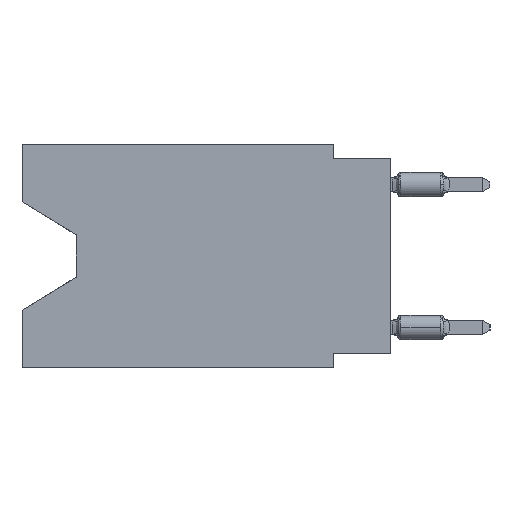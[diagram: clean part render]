
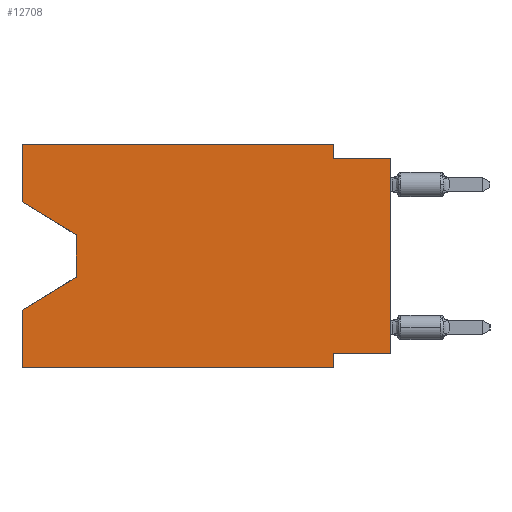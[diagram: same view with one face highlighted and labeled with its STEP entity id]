
A CAD part, left-side view. The second image highlights one B-rep face of the part: STEP entity #12708.
In plain terms, the highlighted planar face has unit normal (-1, 0, 0).
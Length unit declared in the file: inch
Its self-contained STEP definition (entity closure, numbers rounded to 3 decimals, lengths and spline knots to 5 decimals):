
#48 = VECTOR ( 'NONE', #10039, 39.37008 ) ;
#161 = CARTESIAN_POINT ( 'NONE',  ( 0., 0., -0.365 ) ) ;
#443 = LINE ( 'NONE', #6830, #1808 ) ;
#979 = DIRECTION ( 'NONE',  ( 0., 0., -1. ) ) ;
#1299 = VERTEX_POINT ( 'NONE', #21624 ) ;
#1562 = CARTESIAN_POINT ( 'NONE',  ( 0., 0.1, -0.365 ) ) ;
#1808 = VECTOR ( 'NONE', #15668, 39.37008 ) ;
#1815 = CARTESIAN_POINT ( 'NONE',  ( 0., 0.645, 0. ) ) ;
#1838 = EDGE_CURVE ( 'NONE', #27114, #17012, #15759, .T. ) ;
#1854 = DIRECTION ( 'NONE',  ( 0., 0., -1. ) ) ;
#2602 = DIRECTION ( 'NONE',  ( 0., -0.855, -0.519 ) ) ;
#3434 = VECTOR ( 'NONE', #2602, 39.37008 ) ;
#3582 = CARTESIAN_POINT ( 'NONE',  ( 0., 0.1, 0. ) ) ;
#3697 = VECTOR ( 'NONE', #21900, 39.37008 ) ;
#4174 = VECTOR ( 'NONE', #14968, 39.37008 ) ;
#4534 = CARTESIAN_POINT ( 'NONE',  ( 0., 0.645, -0.39 ) ) ;
#4609 = VECTOR ( 'NONE', #17021, 39.37008 ) ;
#5133 = CARTESIAN_POINT ( 'NONE',  ( 0., 0.1, 0. ) ) ;
#5192 = VERTEX_POINT ( 'NONE', #21592 ) ;
#5251 = VERTEX_POINT ( 'NONE', #14654 ) ;
#6029 = VECTOR ( 'NONE', #14077, 39.37008 ) ;
#6435 = LINE ( 'NONE', #26107, #26977 ) ;
#6591 = DIRECTION ( 'NONE',  ( 0., 0., -1. ) ) ;
#6830 = CARTESIAN_POINT ( 'NONE',  ( 0., 0.1, -0.39 ) ) ;
#7242 = CARTESIAN_POINT ( 'NONE',  ( 0., 0.645, -0.10025 ) ) ;
#7289 = EDGE_LOOP ( 'NONE', ( #14889, #20122, #9675, #10882, #14790, #19920, #14072, #20127, #21168, #16061, #22031, #23466 ) ) ;
#7500 = CARTESIAN_POINT ( 'NONE',  ( 0., 0.645, 0. ) ) ;
#7776 = VERTEX_POINT ( 'NONE', #14554 ) ;
#9134 = CARTESIAN_POINT ( 'NONE',  ( 0., 0.645, -0.28975 ) ) ;
#9186 = EDGE_CURVE ( 'NONE', #14940, #17012, #6435, .T. ) ;
#9202 = AXIS2_PLACEMENT_3D ( 'NONE', #7500, #27736, #979 ) ;
#9580 = CARTESIAN_POINT ( 'NONE',  ( 0., 0.645, -0.39 ) ) ;
#9675 = ORIENTED_EDGE ( 'NONE', *, *, #1838, .T. ) ;
#9695 = EDGE_CURVE ( 'NONE', #16787, #1299, #16074, .T. ) ;
#9875 = DIRECTION ( 'NONE',  ( 0., -1., 0. ) ) ;
#10039 = DIRECTION ( 'NONE',  ( 0., -1., 0. ) ) ;
#10360 = LINE ( 'NONE', #1815, #4609 ) ;
#10475 = LINE ( 'NONE', #19012, #4174 ) ;
#10882 = ORIENTED_EDGE ( 'NONE', *, *, #9186, .F. ) ;
#11127 = CARTESIAN_POINT ( 'NONE',  ( 0., 0.55, -0.232 ) ) ;
#12258 = EDGE_CURVE ( 'NONE', #20037, #7776, #443, .T. ) ;
#12654 = VERTEX_POINT ( 'NONE', #3582 ) ;
#12676 = CARTESIAN_POINT ( 'NONE',  ( 0., 0.55, -0.232 ) ) ;
#12708 = ADVANCED_FACE ( 'NONE', ( #27877 ), #18931, .F. ) ;
#13025 = EDGE_CURVE ( 'NONE', #16787, #5192, #10360, .T. ) ;
#13379 = EDGE_CURVE ( 'NONE', #26446, #5251, #10475, .T. ) ;
#13583 = EDGE_CURVE ( 'NONE', #17850, #5251, #18116, .T. ) ;
#13610 = EDGE_CURVE ( 'NONE', #26446, #20037, #24361, .T. ) ;
#14072 = ORIENTED_EDGE ( 'NONE', *, *, #13610, .F. ) ;
#14077 = DIRECTION ( 'NONE',  ( 0., 1., 0. ) ) ;
#14423 = EDGE_CURVE ( 'NONE', #12654, #17850, #24961, .T. ) ;
#14523 = EDGE_CURVE ( 'NONE', #5192, #12654, #27533, .T. ) ;
#14554 = CARTESIAN_POINT ( 'NONE',  ( 0., 0.1, -0.39 ) ) ;
#14627 = CARTESIAN_POINT ( 'NONE',  ( 0., 0.645, -0.10025 ) ) ;
#14654 = CARTESIAN_POINT ( 'NONE',  ( 0., 0., -0.025 ) ) ;
#14790 = ORIENTED_EDGE ( 'NONE', *, *, #23571, .T. ) ;
#14889 = ORIENTED_EDGE ( 'NONE', *, *, #9695, .T. ) ;
#14940 = VERTEX_POINT ( 'NONE', #9580 ) ;
#14968 = DIRECTION ( 'NONE',  ( 0., 0., 1. ) ) ;
#15268 = DIRECTION ( 'NONE',  ( 0., 0., 1. ) ) ;
#15474 = VECTOR ( 'NONE', #6591, 39.37008 ) ;
#15574 = CARTESIAN_POINT ( 'NONE',  ( 0., 0.55, -0.158 ) ) ;
#15668 = DIRECTION ( 'NONE',  ( 0., 0., -1. ) ) ;
#15759 = LINE ( 'NONE', #11127, #19237 ) ;
#16061 = ORIENTED_EDGE ( 'NONE', *, *, #14423, .F. ) ;
#16074 = LINE ( 'NONE', #7242, #3434 ) ;
#16787 = VERTEX_POINT ( 'NONE', #14627 ) ;
#17012 = VERTEX_POINT ( 'NONE', #9134 ) ;
#17021 = DIRECTION ( 'NONE',  ( 0., 0., 1. ) ) ;
#17796 = EDGE_CURVE ( 'NONE', #1299, #27114, #28560, .T. ) ;
#17850 = VERTEX_POINT ( 'NONE', #23201 ) ;
#18116 = LINE ( 'NONE', #24219, #3697 ) ;
#18584 = CARTESIAN_POINT ( 'NONE',  ( 0., 0.645, 0. ) ) ;
#18931 = PLANE ( 'NONE',  #9202 ) ;
#19012 = CARTESIAN_POINT ( 'NONE',  ( 0., 0., 0. ) ) ;
#19237 = VECTOR ( 'NONE', #20376, 39.37008 ) ;
#19920 = ORIENTED_EDGE ( 'NONE', *, *, #12258, .F. ) ;
#20037 = VERTEX_POINT ( 'NONE', #1562 ) ;
#20122 = ORIENTED_EDGE ( 'NONE', *, *, #17796, .T. ) ;
#20127 = ORIENTED_EDGE ( 'NONE', *, *, #13379, .T. ) ;
#20376 = DIRECTION ( 'NONE',  ( 0., 0.855, -0.519 ) ) ;
#20937 = VECTOR ( 'NONE', #9875, 39.37008 ) ;
#21168 = ORIENTED_EDGE ( 'NONE', *, *, #13583, .F. ) ;
#21592 = CARTESIAN_POINT ( 'NONE',  ( 0., 0.645, 0. ) ) ;
#21624 = CARTESIAN_POINT ( 'NONE',  ( 0., 0.55, -0.158 ) ) ;
#21900 = DIRECTION ( 'NONE',  ( 0., -1., 0. ) ) ;
#22031 = ORIENTED_EDGE ( 'NONE', *, *, #14523, .F. ) ;
#23201 = CARTESIAN_POINT ( 'NONE',  ( 0., 0.1, -0.025 ) ) ;
#23466 = ORIENTED_EDGE ( 'NONE', *, *, #13025, .F. ) ;
#23571 = EDGE_CURVE ( 'NONE', #14940, #7776, #24376, .T. ) ;
#24219 = CARTESIAN_POINT ( 'NONE',  ( 0., 0., -0.025 ) ) ;
#24361 = LINE ( 'NONE', #25344, #6029 ) ;
#24376 = LINE ( 'NONE', #4534, #20937 ) ;
#24961 = LINE ( 'NONE', #5133, #26370 ) ;
#25344 = CARTESIAN_POINT ( 'NONE',  ( 0., 0., -0.365 ) ) ;
#26107 = CARTESIAN_POINT ( 'NONE',  ( 0., 0.645, 0. ) ) ;
#26370 = VECTOR ( 'NONE', #1854, 39.37008 ) ;
#26446 = VERTEX_POINT ( 'NONE', #161 ) ;
#26977 = VECTOR ( 'NONE', #15268, 39.37008 ) ;
#27114 = VERTEX_POINT ( 'NONE', #12676 ) ;
#27533 = LINE ( 'NONE', #18584, #48 ) ;
#27736 = DIRECTION ( 'NONE',  ( 1., 0., 0. ) ) ;
#27877 = FACE_OUTER_BOUND ( 'NONE', #7289, .T. ) ;
#28560 = LINE ( 'NONE', #15574, #15474 ) ;
